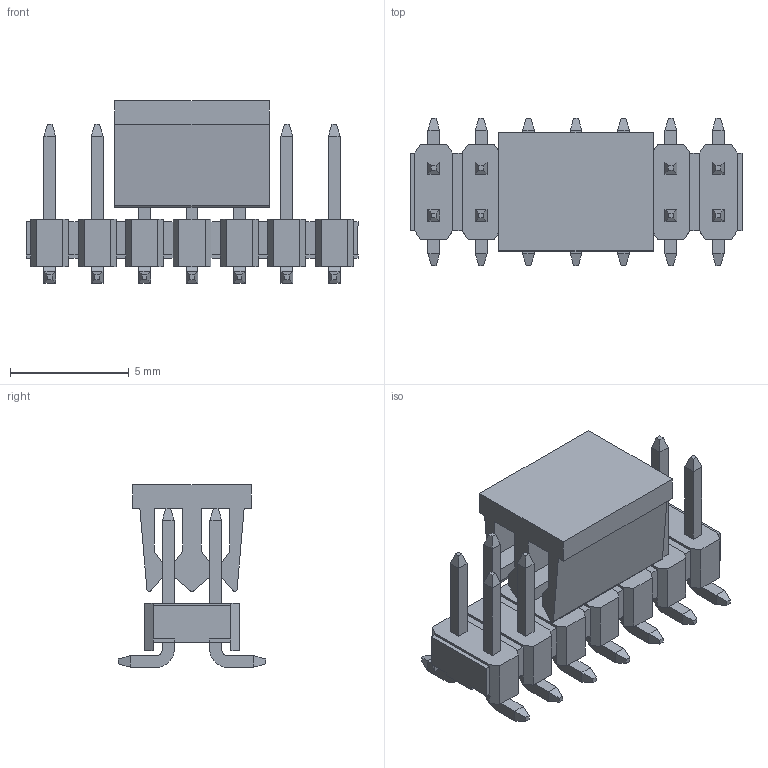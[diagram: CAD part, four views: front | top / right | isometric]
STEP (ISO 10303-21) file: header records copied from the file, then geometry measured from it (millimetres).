
FILE_DESCRIPTION(/* description */ ('Unknown'),/* implementation_level */ '2;1');
FILE_NAME(/* name */ '62131421921',/* time_stamp */ '2017-03-27T16:44:20+02:00',/* author */ ('Unknown'),/* organization */ ('Unknown'),/* preprocessor_version */ 'ST-DEVELOPER v16.7',/* originating_system */ 'DEX',/* authorisation */ $);
FILE_SCHEMA (('AUTOMOTIVE_DESIGN {1 0 10303 214 3 1 1}'));
Length unit declared in the file: millimetre
Products named in the file (4): 6213xx21921; 62101421921; 6210xx21921_PIN; 6213xx21921_Cap
Assembly tree (16 placements, depth 2):
  6213xx21921
    62101421921
    6210xx21921_PIN  x14
    6213xx21921_Cap
Bounding box: 14 x 6.2 x 7.7 mm (x, y, z)
Volume: 188.8 mm3; surface area: 699.1 mm2
Topology: 16 solids, 16 shells, 540 faces, 1328 edges, 820 vertices
Faces by surface type: plane 509, cylinder 31
Entity records: 9409 total; most frequent: CARTESIAN_POINT 1639, ORIENTED_EDGE 1616, DIRECTION 1464, EDGE_CURVE 808, LINE 798, VECTOR 798, VERTEX_POINT 508, EDGE_LOOP 334
